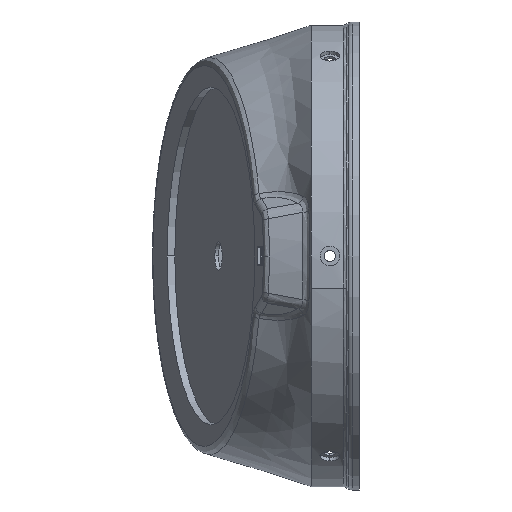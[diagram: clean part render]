
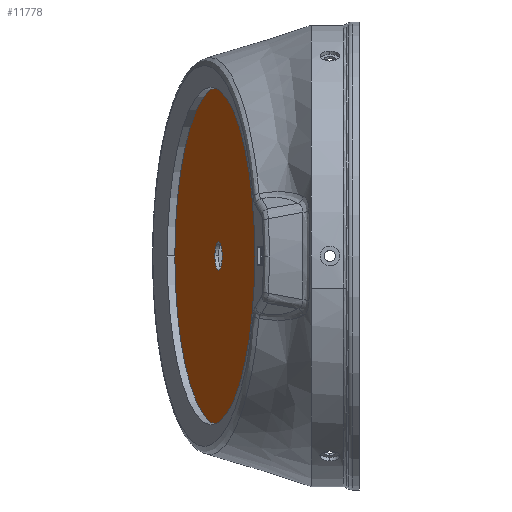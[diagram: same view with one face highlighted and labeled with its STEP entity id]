
A CAD part, left-side view. The second image highlights one B-rep face of the part: STEP entity #11778.
In plain terms, the highlighted planar face has unit normal (-0.259, 0.966, 0).
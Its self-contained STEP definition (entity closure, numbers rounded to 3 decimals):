
#82 = AXIS2_PLACEMENT_3D ( 'NONE', #19304, #1347, #21003 ) ;
#428 = VERTEX_POINT ( 'NONE', #19288 ) ;
#1145 = CIRCLE ( 'NONE', #9289, 90.003 ) ;
#1347 = DIRECTION ( 'NONE',  ( -0.259, 0.966, 0. ) ) ;
#1355 = CARTESIAN_POINT ( 'NONE',  ( 599.291, 94.026, 90. ) ) ;
#2649 = PLANE ( 'NONE',  #3183 ) ;
#2673 = ORIENTED_EDGE ( 'NONE', *, *, #17590, .F. ) ;
#3183 = AXIS2_PLACEMENT_3D ( 'NONE', #4351, #20080, #15302 ) ;
#4351 = CARTESIAN_POINT ( 'NONE',  ( 634.854, 103.555, 25. ) ) ;
#4655 = DIRECTION ( 'NONE',  ( -0.966, -0.259, 0. ) ) ;
#5736 = FACE_OUTER_BOUND ( 'NONE', #6439, .T. ) ;
#5744 = VERTEX_POINT ( 'NONE', #1355 ) ;
#6101 = DIRECTION ( 'NONE',  ( -0.966, -0.259, 0. ) ) ;
#6198 = CIRCLE ( 'NONE', #82, 7.5 ) ;
#6439 = EDGE_LOOP ( 'NONE', ( #12478, #6712 ) ) ;
#6712 = ORIENTED_EDGE ( 'NONE', *, *, #20695, .T. ) ;
#7695 = DIRECTION ( 'NONE',  ( -0.259, 0.966, 0. ) ) ;
#8057 = DIRECTION ( 'NONE',  ( -0.259, 0.966, 0. ) ) ;
#9289 = AXIS2_PLACEMENT_3D ( 'NONE', #19219, #8057, #4655 ) ;
#9595 = EDGE_LOOP ( 'NONE', ( #2673, #10342 ) ) ;
#9981 = AXIS2_PLACEMENT_3D ( 'NONE', #15768, #7695, #6101 ) ;
#10312 = CARTESIAN_POINT ( 'NONE',  ( 686.228, 117.321, 90. ) ) ;
#10342 = ORIENTED_EDGE ( 'NONE', *, *, #13947, .F. ) ;
#11289 = CARTESIAN_POINT ( 'NONE',  ( 693.472, 119.262, 90. ) ) ;
#11378 = VERTEX_POINT ( 'NONE', #18933 ) ;
#11778 = ADVANCED_FACE ( 'NONE', ( #5736, #18911 ), #2649, .F. ) ;
#12042 = EDGE_CURVE ( 'NONE', #5744, #11378, #1145, .T. ) ;
#12478 = ORIENTED_EDGE ( 'NONE', *, *, #12042, .T. ) ;
#13488 = DIRECTION ( 'NONE',  ( -0.966, -0.259, 0. ) ) ;
#13947 = EDGE_CURVE ( 'NONE', #15994, #428, #6198, .T. ) ;
#14738 = CIRCLE ( 'NONE', #9981, 90.003 ) ;
#15302 = DIRECTION ( 'NONE',  ( 0.966, 0.259, 0. ) ) ;
#15768 = CARTESIAN_POINT ( 'NONE',  ( 686.228, 117.321, 90. ) ) ;
#15994 = VERTEX_POINT ( 'NONE', #11289 ) ;
#16665 = DIRECTION ( 'NONE',  ( -0.259, 0.966, 0. ) ) ;
#17519 = CIRCLE ( 'NONE', #18901, 7.5 ) ;
#17590 = EDGE_CURVE ( 'NONE', #428, #15994, #17519, .T. ) ;
#18901 = AXIS2_PLACEMENT_3D ( 'NONE', #10312, #16665, #13488 ) ;
#18911 = FACE_BOUND ( 'NONE', #9595, .T. ) ;
#18933 = CARTESIAN_POINT ( 'NONE',  ( 773.164, 140.615, 90. ) ) ;
#19219 = CARTESIAN_POINT ( 'NONE',  ( 686.228, 117.321, 90. ) ) ;
#19288 = CARTESIAN_POINT ( 'NONE',  ( 678.983, 115.38, 90. ) ) ;
#19304 = CARTESIAN_POINT ( 'NONE',  ( 686.228, 117.321, 90. ) ) ;
#20080 = DIRECTION ( 'NONE',  ( 0.259, -0.966, 0. ) ) ;
#20695 = EDGE_CURVE ( 'NONE', #11378, #5744, #14738, .T. ) ;
#21003 = DIRECTION ( 'NONE',  ( -0.966, -0.259, 0. ) ) ;
